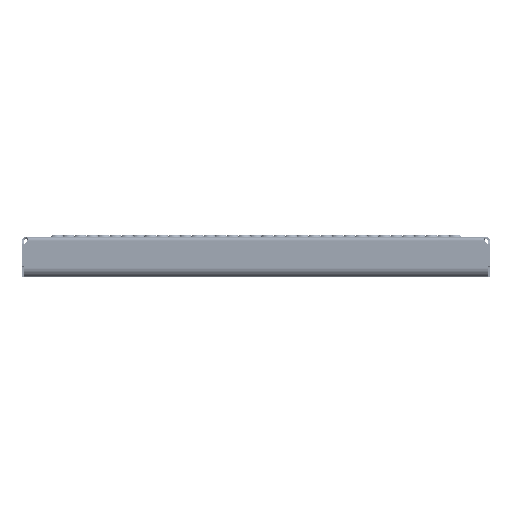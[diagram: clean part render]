
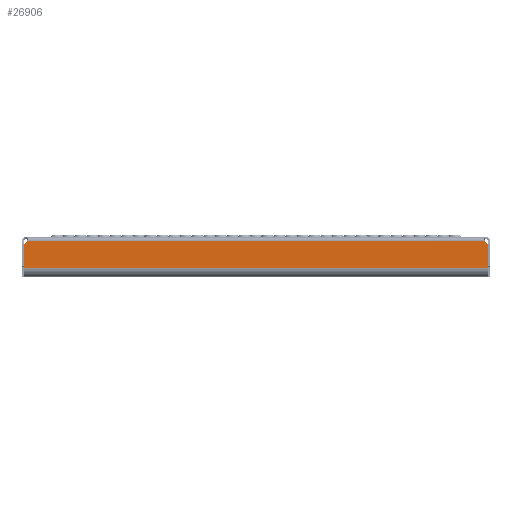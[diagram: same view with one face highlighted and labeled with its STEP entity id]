
A CAD part, top view. The second image highlights one B-rep face of the part: STEP entity #26906.
In plain terms, the highlighted planar face has unit normal (0, 0, 1).
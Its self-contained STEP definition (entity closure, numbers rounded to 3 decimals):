
#950 = PLANE ( 'NONE',  #71257 ) ;
#951 = CARTESIAN_POINT ( 'NONE',  ( -249., 145.712, 75. ) ) ;
#952 = DIRECTION ( 'NONE',  ( 0., 0., 1. ) ) ;
#953 = DIRECTION ( 'NONE',  ( 0., -1., 0. ) ) ;
#18052 = EDGE_LOOP ( 'NONE', ( #74432, #74434, #74430, #74433, #74435, #74437 ) ) ;
#19986 = VERTEX_POINT ( 'NONE', #41164 ) ;
#19988 = VERTEX_POINT ( 'NONE', #41166 ) ;
#19991 = VERTEX_POINT ( 'NONE', #41169 ) ;
#19992 = VERTEX_POINT ( 'NONE', #41170 ) ;
#19994 = VERTEX_POINT ( 'NONE', #41172 ) ;
#19995 = VERTEX_POINT ( 'NONE', #41173 ) ;
#26906 = ADVANCED_FACE ( 'NONE', ( #52640 ), #950, .T. ) ;
#41164 = CARTESIAN_POINT ( 'NONE',  ( 247.99, -7.185, 75. ) ) ;
#41166 = CARTESIAN_POINT ( 'NONE',  ( 247.99, -32.498, 75. ) ) ;
#41169 = CARTESIAN_POINT ( 'NONE',  ( 244.302, -4., 75. ) ) ;
#41170 = CARTESIAN_POINT ( 'NONE',  ( -244.302, -4., 75. ) ) ;
#41172 = CARTESIAN_POINT ( 'NONE',  ( -247.99, -7.185, 75. ) ) ;
#41173 = CARTESIAN_POINT ( 'NONE',  ( -247.99, -32.498, 75. ) ) ;
#47965 = LINE ( 'NONE', #62775, #61197 ) ;
#47968 = LINE ( 'NONE', #62865, #61200 ) ;
#47972 = LINE ( 'NONE', #62873, #61204 ) ;
#47974 = LINE ( 'NONE', #62886, #61213 ) ;
#52640 = FACE_OUTER_BOUND ( 'NONE', #18052, .T. ) ;
#61197 = VECTOR ( 'NONE', #62776, 1000. ) ;
#61200 = VECTOR ( 'NONE', #62866, 1000. ) ;
#61204 = VECTOR ( 'NONE', #62874, 1000. ) ;
#61208 = CIRCLE ( 'NONE', #61214, 5. ) ;
#61210 = CIRCLE ( 'NONE', #61211, 5. ) ;
#61211 = AXIS2_PLACEMENT_3D ( 'NONE', #62883, #62884, #62885 ) ;
#61213 = VECTOR ( 'NONE', #62887, 1000. ) ;
#61214 = AXIS2_PLACEMENT_3D ( 'NONE', #62888, #62889, #62890 ) ;
#62775 = CARTESIAN_POINT ( 'NONE',  ( -247.99, -7.185, 75. ) ) ;
#62776 = DIRECTION ( 'NONE',  ( 0., -1., 0. ) ) ;
#62865 = CARTESIAN_POINT ( 'NONE',  ( -249., -4., 75. ) ) ;
#62866 = DIRECTION ( 'NONE',  ( 1., 0., 0. ) ) ;
#62873 = CARTESIAN_POINT ( 'NONE',  ( 247.99, -7.185, 75. ) ) ;
#62874 = DIRECTION ( 'NONE',  ( 0., 1., 0. ) ) ;
#62883 = CARTESIAN_POINT ( 'NONE',  ( 249., -2.288, 75. ) ) ;
#62884 = DIRECTION ( 'NONE',  ( 0., 0., -1. ) ) ;
#62885 = DIRECTION ( 'NONE',  ( 0., -1., 0. ) ) ;
#62886 = CARTESIAN_POINT ( 'NONE',  ( -247.99, -32.498, 75. ) ) ;
#62887 = DIRECTION ( 'NONE',  ( 1., 0., 0. ) ) ;
#62888 = CARTESIAN_POINT ( 'NONE',  ( -249., -2.288, 75. ) ) ;
#62889 = DIRECTION ( 'NONE',  ( 0., 0., -1. ) ) ;
#62890 = DIRECTION ( 'NONE',  ( 0., -1., 0. ) ) ;
#70172 = EDGE_CURVE ( 'NONE', #19994, #19995, #47965, .T. ) ;
#70185 = EDGE_CURVE ( 'NONE', #19992, #19991, #47968, .T. ) ;
#70189 = EDGE_CURVE ( 'NONE', #19988, #19986, #47972, .T. ) ;
#70193 = EDGE_CURVE ( 'NONE', #19986, #19991, #61210, .T. ) ;
#70194 = EDGE_CURVE ( 'NONE', #19995, #19988, #47974, .T. ) ;
#70195 = EDGE_CURVE ( 'NONE', #19992, #19994, #61208, .T. ) ;
#71257 = AXIS2_PLACEMENT_3D ( 'NONE', #951, #952, #953 ) ;
#74430 = ORIENTED_EDGE ( 'NONE', *, *, #70193, .T. ) ;
#74432 = ORIENTED_EDGE ( 'NONE', *, *, #70194, .T. ) ;
#74433 = ORIENTED_EDGE ( 'NONE', *, *, #70185, .F. ) ;
#74434 = ORIENTED_EDGE ( 'NONE', *, *, #70189, .T. ) ;
#74435 = ORIENTED_EDGE ( 'NONE', *, *, #70195, .T. ) ;
#74437 = ORIENTED_EDGE ( 'NONE', *, *, #70172, .T. ) ;
